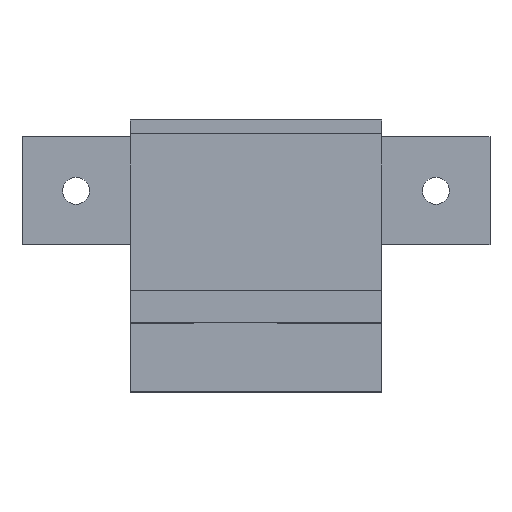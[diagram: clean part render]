
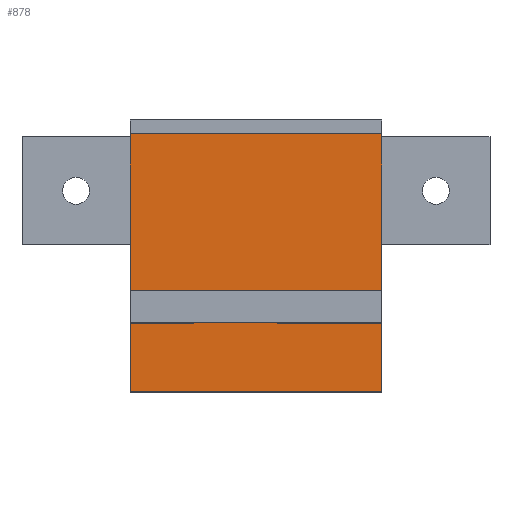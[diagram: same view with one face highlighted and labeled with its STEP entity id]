
A CAD part, top view. The second image highlights one B-rep face of the part: STEP entity #878.
In plain terms, the highlighted planar face has unit normal (0, 0, 1).
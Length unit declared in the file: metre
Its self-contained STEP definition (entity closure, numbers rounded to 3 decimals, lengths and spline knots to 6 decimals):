
#126=ORIENTED_EDGE('',*,*,#311,.F.);
#127=ORIENTED_EDGE('',*,*,#348,.F.);
#128=ORIENTED_EDGE('',*,*,#327,.F.);
#129=ORIENTED_EDGE('',*,*,#349,.F.);
#130=ORIENTED_EDGE('',*,*,#325,.T.);
#131=ORIENTED_EDGE('',*,*,#350,.F.);
#132=ORIENTED_EDGE('',*,*,#297,.T.);
#133=ORIENTED_EDGE('',*,*,#351,.T.);
#134=ORIENTED_EDGE('',*,*,#352,.T.);
#135=ORIENTED_EDGE('',*,*,#342,.F.);
#136=ORIENTED_EDGE('',*,*,#293,.F.);
#137=ORIENTED_EDGE('',*,*,#353,.T.);
#138=ORIENTED_EDGE('',*,*,#315,.T.);
#139=ORIENTED_EDGE('',*,*,#346,.F.);
#140=ORIENTED_EDGE('',*,*,#354,.F.);
#141=ORIENTED_EDGE('',*,*,#355,.T.);
#293=EDGE_CURVE('',#407,#408,#493,.T.);
#297=EDGE_CURVE('',#412,#411,#497,.T.);
#311=EDGE_CURVE('',#425,#426,#511,.T.);
#315=EDGE_CURVE('',#430,#429,#515,.T.);
#325=EDGE_CURVE('',#437,#436,#525,.T.);
#327=EDGE_CURVE('',#438,#439,#527,.T.);
#342=EDGE_CURVE('',#408,#452,#530,.T.);
#346=EDGE_CURVE('',#455,#429,#534,.T.);
#348=EDGE_CURVE('',#439,#425,#536,.T.);
#349=EDGE_CURVE('',#437,#438,#537,.T.);
#350=EDGE_CURVE('',#412,#436,#538,.T.);
#351=EDGE_CURVE('',#411,#456,#539,.T.);
#352=EDGE_CURVE('',#456,#452,#540,.T.);
#353=EDGE_CURVE('',#407,#430,#541,.T.);
#354=EDGE_CURVE('',#457,#455,#542,.T.);
#355=EDGE_CURVE('',#457,#426,#543,.T.);
#407=VERTEX_POINT('',#1260);
#408=VERTEX_POINT('',#1262);
#411=VERTEX_POINT('',#1268);
#412=VERTEX_POINT('',#1270);
#425=VERTEX_POINT('',#1297);
#426=VERTEX_POINT('',#1299);
#429=VERTEX_POINT('',#1305);
#430=VERTEX_POINT('',#1307);
#436=VERTEX_POINT('',#1325);
#437=VERTEX_POINT('',#1327);
#438=VERTEX_POINT('',#1331);
#439=VERTEX_POINT('',#1332);
#452=VERTEX_POINT('',#1365);
#455=VERTEX_POINT('',#1371);
#456=VERTEX_POINT('',#1379);
#457=VERTEX_POINT('',#1383);
#493=LINE('',#1261,#575);
#497=LINE('',#1269,#579);
#511=LINE('',#1298,#593);
#515=LINE('',#1306,#597);
#525=LINE('',#1326,#607);
#527=LINE('',#1330,#609);
#530=LINE('',#1364,#612);
#534=LINE('',#1372,#616);
#536=LINE('',#1375,#618);
#537=LINE('',#1376,#619);
#538=LINE('',#1377,#620);
#539=LINE('',#1378,#621);
#540=LINE('',#1380,#622);
#541=LINE('',#1381,#623);
#542=LINE('',#1382,#624);
#543=LINE('',#1384,#625);
#575=VECTOR('',#1015,1.);
#579=VECTOR('',#1019,1.);
#593=VECTOR('',#1035,1.);
#597=VECTOR('',#1039,1.);
#607=VECTOR('',#1055,1.);
#609=VECTOR('',#1059,1.);
#612=VECTOR('',#1096,1.);
#616=VECTOR('',#1100,1.);
#618=VECTOR('',#1104,1.);
#619=VECTOR('',#1105,1.);
#620=VECTOR('',#1106,1.);
#621=VECTOR('',#1107,1.);
#622=VECTOR('',#1108,1.);
#623=VECTOR('',#1109,1.);
#624=VECTOR('',#1110,1.);
#625=VECTOR('',#1111,1.);
#671=EDGE_LOOP('',(#126,#127,#128,#129,#130,#131,#132,#133,#134,#135,#136,
#137,#138,#139,#140,#141));
#763=FACE_BOUND('',#671,.T.);
#843=PLANE('',#950);
#878=ADVANCED_FACE('',(#763),#843,.T.);
#950=AXIS2_PLACEMENT_3D('',#1374,#1102,#1103);
#1015=DIRECTION('',(0.,1.,0.));
#1019=DIRECTION('',(0.,-1.,0.));
#1035=DIRECTION('',(0.,-1.,0.));
#1039=DIRECTION('',(0.,1.,0.));
#1055=DIRECTION('',(0.,-1.,0.));
#1059=DIRECTION('',(0.,-1.,0.));
#1096=DIRECTION('',(1.,0.,0.));
#1100=DIRECTION('',(1.,0.,0.));
#1102=DIRECTION('',(0.,0.,1.));
#1103=DIRECTION('',(1.,0.,0.));
#1104=DIRECTION('',(1.,0.,0.));
#1105=DIRECTION('',(1.,0.,0.));
#1106=DIRECTION('',(1.,0.,0.));
#1107=DIRECTION('',(1.,0.,0.));
#1108=DIRECTION('',(0.,-1.,0.));
#1109=DIRECTION('',(1.,0.,0.));
#1110=DIRECTION('',(0.,-1.,0.));
#1111=DIRECTION('',(1.,0.,0.));
#1260=CARTESIAN_POINT('',(-0.02325,-0.03095,0.0127));
#1261=CARTESIAN_POINT('',(-0.02325,-0.03095,0.0127));
#1262=CARTESIAN_POINT('',(-0.02325,-0.01825,0.0127));
#1268=CARTESIAN_POINT('',(-0.02325,-0.01225,0.0127));
#1269=CARTESIAN_POINT('',(-0.02325,0.,0.0127));
#1270=CARTESIAN_POINT('',(-0.02325,0.01675,0.0127));
#1297=CARTESIAN_POINT('',(0.02325,0.01675,0.0127));
#1298=CARTESIAN_POINT('',(0.02325,0.,0.0127));
#1299=CARTESIAN_POINT('',(0.02325,-0.01225,0.0127));
#1305=CARTESIAN_POINT('',(0.02325,-0.01825,0.0127));
#1306=CARTESIAN_POINT('',(0.02325,-0.03095,0.0127));
#1307=CARTESIAN_POINT('',(0.02325,-0.03095,0.0127));
#1325=CARTESIAN_POINT('',(-0.0115,0.01675,0.0127));
#1326=CARTESIAN_POINT('',(-0.0115,0.03175,0.0127));
#1327=CARTESIAN_POINT('',(-0.0115,0.01925,0.0127));
#1330=CARTESIAN_POINT('',(0.004,0.03175,0.0127));
#1331=CARTESIAN_POINT('',(0.004,0.01925,0.0127));
#1332=CARTESIAN_POINT('',(0.004,0.01675,0.0127));
#1364=CARTESIAN_POINT('',(0.,-0.01825,0.0127));
#1365=CARTESIAN_POINT('',(-0.0115,-0.01825,0.0127));
#1371=CARTESIAN_POINT('',(0.004,-0.01825,0.0127));
#1372=CARTESIAN_POINT('',(0.,-0.01825,0.0127));
#1374=CARTESIAN_POINT('',(0.,0.,0.0127));
#1375=CARTESIAN_POINT('',(0.,0.01675,0.0127));
#1376=CARTESIAN_POINT('',(0.,0.01925,0.0127));
#1377=CARTESIAN_POINT('',(0.,0.01675,0.0127));
#1378=CARTESIAN_POINT('',(0.,-0.01225,0.0127));
#1379=CARTESIAN_POINT('',(-0.0115,-0.01225,0.0127));
#1380=CARTESIAN_POINT('',(-0.0115,0.03175,0.0127));
#1381=CARTESIAN_POINT('',(0.,-0.03095,0.0127));
#1382=CARTESIAN_POINT('',(0.004,0.03175,0.0127));
#1383=CARTESIAN_POINT('',(0.004,-0.01225,0.0127));
#1384=CARTESIAN_POINT('',(0.,-0.01225,0.0127));
